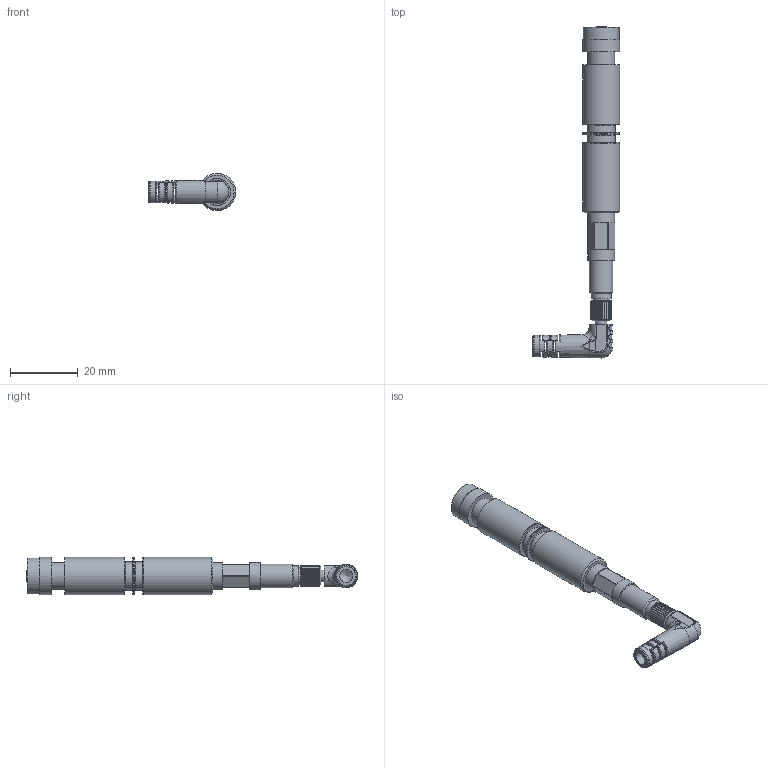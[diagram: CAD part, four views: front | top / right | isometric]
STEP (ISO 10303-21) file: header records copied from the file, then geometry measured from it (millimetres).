
FILE_DESCRIPTION(/* description */ (''),/* implementation_level */ '2;1');
FILE_NAME(/* name */ 'FO1397.stp',/* time_stamp */ '2016-04-13T14:01:32-07:00',/* author */ ('Maciej'),/* organization */ (''),/* preprocessor_version */ 'ST-DEVELOPER v15.6',/* originating_system */ 'Autodesk Inventor 2015',/* authorisation */ '');
FILE_SCHEMA (('AUTOMOTIVE_DESIGN { 1 0 10303 214 3 1 1 }'));
Length unit declared in the file: inch
Products named in the file (5): FM4069; FM4056-C; VFS-Housing; MFGD0134; FO1397
Bounding box: 25.9 x 98.34 x 11 mm (x, y, z)
Volume: 5039.9 mm3; surface area: 5781.8 mm2
Topology: 4 solids, 4 shells, 401 faces, 1018 edges, 656 vertices
Faces by surface type: plane 178, cylinder 112, torus 47, bspline 47, cone 15, sphere 2
Full cylindrical faces by diameter (mm): 0.6 x4, 2.642 x1, 3.048 x1, 3.15 x1, 3.4 x1, 3.8 x1, 4.064 x1, 4.3 x1, 4.4 x1, 4.518 x1, 4.52 x2, 4.75 x1, 4.92 x2, 5.12 x1, 5.2 x1, 6 x1, 6.4 x1, 6.747 x1, 7 x1, 7.747 x1, 8 x2, 8.255 x1, 8.3 x2, 8.382 x1, 10.668 x1, 11 x4
Entity records: 15225 total; most frequent: CARTESIAN_POINT 6098, ORIENTED_EDGE 1854, DIRECTION 1719, EDGE_CURVE 927, AXIS2_PLACEMENT_3D 706, VERTEX_POINT 639, EDGE_LOOP 529, FACE_OUTER_BOUND 401
